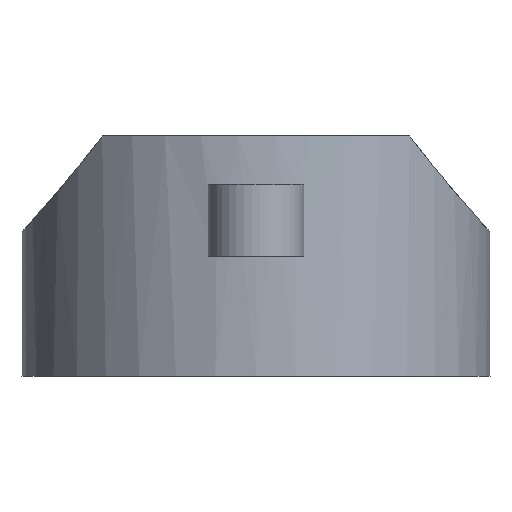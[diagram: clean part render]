
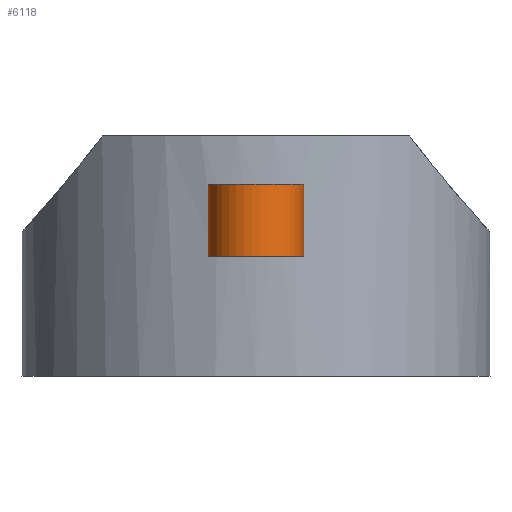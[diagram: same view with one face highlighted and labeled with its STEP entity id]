
A CAD part, left-side view. The second image highlights one B-rep face of the part: STEP entity #6118.
In plain terms, the highlighted cylindrical face has radius 4 mm (diameter 8 mm), a partial arc.
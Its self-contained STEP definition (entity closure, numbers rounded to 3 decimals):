
#5367 = VERTEX_POINT('',#5368);
#5368 = CARTESIAN_POINT('',(-19.221,3.287,10.));
#5376 = VERTEX_POINT('',#5377);
#5377 = CARTESIAN_POINT('',(-19.221,-3.287,10.));
#5384 = EDGE_CURVE('',#5385,#5376,#5387,.T.);
#5385 = VERTEX_POINT('',#5386);
#5386 = CARTESIAN_POINT('',(-19.221,-3.287,16.));
#5387 = LINE('',#5388,#5389);
#5388 = CARTESIAN_POINT('',(-19.221,-3.287,0.));
#5389 = VECTOR('',#5390,1.);
#5390 = DIRECTION('',(-0.,-0.,-1.));
#5402 = VERTEX_POINT('',#5403);
#5403 = CARTESIAN_POINT('',(-19.221,3.287,16.));
#5410 = EDGE_CURVE('',#5402,#5367,#5411,.T.);
#5411 = LINE('',#5412,#5413);
#5412 = CARTESIAN_POINT('',(-19.221,3.287,0.));
#5413 = VECTOR('',#5414,1.);
#5414 = DIRECTION('',(-0.,-0.,-1.));
#6097 = EDGE_CURVE('',#5367,#5376,#6098,.T.);
#6098 = CIRCLE('',#6099,4.);
#6099 = AXIS2_PLACEMENT_3D('',#6100,#6101,#6102);
#6100 = CARTESIAN_POINT('',(-21.5,0.,10.));
#6101 = DIRECTION('',(0.,0.,1.));
#6102 = DIRECTION('',(1.,0.,0.));
#6118 = ADVANCED_FACE('',(#6119),#6131,.T.);
#6119 = FACE_BOUND('',#6120,.F.);
#6120 = EDGE_LOOP('',(#6121,#6122,#6123,#6130));
#6121 = ORIENTED_EDGE('',*,*,#6097,.F.);
#6122 = ORIENTED_EDGE('',*,*,#5410,.F.);
#6123 = ORIENTED_EDGE('',*,*,#6124,.T.);
#6124 = EDGE_CURVE('',#5402,#5385,#6125,.T.);
#6125 = CIRCLE('',#6126,4.);
#6126 = AXIS2_PLACEMENT_3D('',#6127,#6128,#6129);
#6127 = CARTESIAN_POINT('',(-21.5,0.,16.));
#6128 = DIRECTION('',(0.,0.,1.));
#6129 = DIRECTION('',(1.,0.,0.));
#6130 = ORIENTED_EDGE('',*,*,#5384,.T.);
#6131 = CYLINDRICAL_SURFACE('',#6132,4.);
#6132 = AXIS2_PLACEMENT_3D('',#6133,#6134,#6135);
#6133 = CARTESIAN_POINT('',(-21.5,0.,10.));
#6134 = DIRECTION('',(-0.,-0.,-1.));
#6135 = DIRECTION('',(1.,0.,0.));
